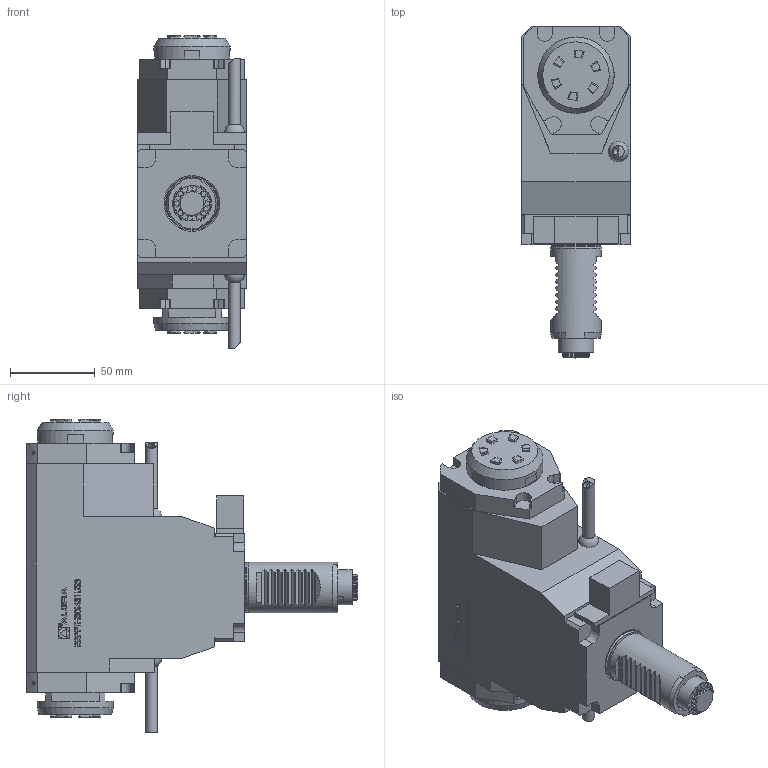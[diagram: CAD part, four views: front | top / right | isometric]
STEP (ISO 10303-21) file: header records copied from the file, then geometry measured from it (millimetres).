
FILE_DESCRIPTION (( 'STEP AP214' ), '1' );
FILE_NAME ('RRPPTH30I431US3.STEP', '2025-07-30T12:34:14', ( '' ), ( '' ), 'SwSTEP 2.0', 'SolidWorks 2023', '' );
FILE_SCHEMA (( 'AUTOMOTIVE_DESIGN' ));
Length unit declared in the file: millimetre
Products named in the file (1): RRPPTH30I431US3
Bounding box: 64 x 195.75 x 184.73 mm (x, y, z)
Volume: 984607.1 mm3; surface area: 80752.2 mm2
Topology: 2 solids, 4 shells, 1027 faces, 2798 edges, 1830 vertices
Faces by surface type: plane 673, cylinder 185, bspline 124, cone 38, torus 5, sphere 2
Full cylindrical faces by diameter (mm): 1.7 x1, 2.1 x1, 4 x2, 6.366 x1, 7 x2, 29.1 x1, 30 x1, 45 x2
Entity records: 41691 total; most frequent: CARTESIAN_POINT 13343, ORIENTED_EDGE 5532, DIRECTION 4557, EDGE_CURVE 2766, VERTEX_POINT 1820, LINE 1737, VECTOR 1737, AXIS2_PLACEMENT_3D 1410
